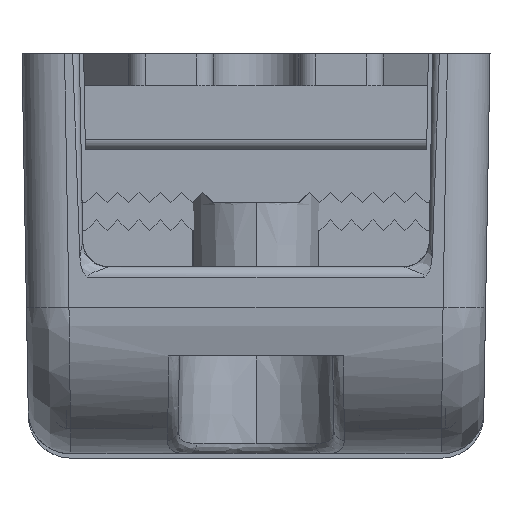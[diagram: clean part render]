
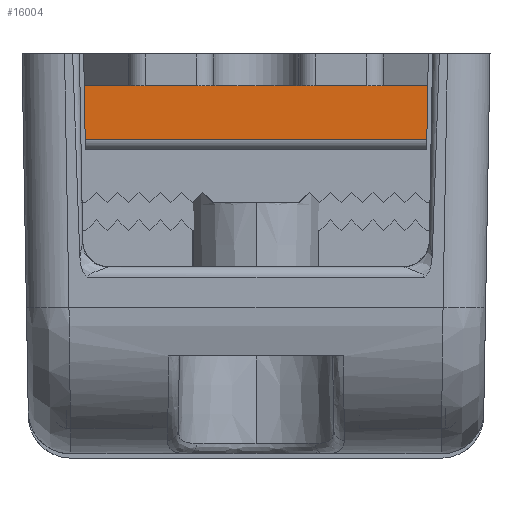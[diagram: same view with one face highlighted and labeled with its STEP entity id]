
A CAD part, left-side view. The second image highlights one B-rep face of the part: STEP entity #16004.
In plain terms, the highlighted planar face has unit normal (-1, 0, -0.018).
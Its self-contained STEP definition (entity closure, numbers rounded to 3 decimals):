
#40 = DIRECTION ( 'NONE',  ( 0.017, 0.017, -1. ) ) ;
#885 = ORIENTED_EDGE ( 'NONE', *, *, #11080, .T. ) ;
#2152 = CARTESIAN_POINT ( 'NONE',  ( -70.38, 8.03, -4.009 ) ) ;
#4038 = CARTESIAN_POINT ( 'NONE',  ( -70.424, 0., -1.5 ) ) ;
#4070 = VERTEX_POINT ( 'NONE', #11559 ) ;
#4102 = DIRECTION ( 'NONE',  ( 0., -1., 0. ) ) ;
#4297 = LINE ( 'NONE', #10566, #16457 ) ;
#4408 = PLANE ( 'NONE',  #6892 ) ;
#6236 = CARTESIAN_POINT ( 'NONE',  ( -70.38, -8.03, -4.009 ) ) ;
#6372 = EDGE_CURVE ( 'NONE', #11070, #19047, #14574, .T. ) ;
#6892 = AXIS2_PLACEMENT_3D ( 'NONE', #9103, #17092, #7580 ) ;
#7326 = ORIENTED_EDGE ( 'NONE', *, *, #6372, .F. ) ;
#7580 = DIRECTION ( 'NONE',  ( -0.017, 0., 1. ) ) ;
#8135 = EDGE_CURVE ( 'NONE', #4070, #11070, #11231, .T. ) ;
#8939 = DIRECTION ( 'NONE',  ( 0., -1., 0. ) ) ;
#9103 = CARTESIAN_POINT ( 'NONE',  ( -70.45, -9.09, 0. ) ) ;
#9251 = LINE ( 'NONE', #13660, #13481 ) ;
#10566 = CARTESIAN_POINT ( 'NONE',  ( -70.38, 8.03, -4.009 ) ) ;
#10649 = FACE_OUTER_BOUND ( 'NONE', #12267, .T. ) ;
#10733 = VECTOR ( 'NONE', #4102, 1000. ) ;
#11005 = ORIENTED_EDGE ( 'NONE', *, *, #8135, .F. ) ;
#11070 = VERTEX_POINT ( 'NONE', #12082 ) ;
#11080 = EDGE_CURVE ( 'NONE', #15782, #19047, #9251, .T. ) ;
#11231 = LINE ( 'NONE', #4038, #10733 ) ;
#11559 = CARTESIAN_POINT ( 'NONE',  ( -70.424, 8.074, -1.5 ) ) ;
#12082 = CARTESIAN_POINT ( 'NONE',  ( -70.424, -8.074, -1.5 ) ) ;
#12137 = ORIENTED_EDGE ( 'NONE', *, *, #20039, .F. ) ;
#12267 = EDGE_LOOP ( 'NONE', ( #12137, #885, #7326, #11005 ) ) ;
#13481 = VECTOR ( 'NONE', #8939, 1000. ) ;
#13660 = CARTESIAN_POINT ( 'NONE',  ( -70.38, -9.09, -4.009 ) ) ;
#14574 = LINE ( 'NONE', #18983, #18274 ) ;
#15348 = DIRECTION ( 'NONE',  ( -0.017, 0.017, 1. ) ) ;
#15782 = VERTEX_POINT ( 'NONE', #2152 ) ;
#16004 = ADVANCED_FACE ( 'NONE', ( #10649 ), #4408, .T. ) ;
#16457 = VECTOR ( 'NONE', #15348, 1000. ) ;
#17092 = DIRECTION ( 'NONE',  ( -1., 0., -0.017 ) ) ;
#18274 = VECTOR ( 'NONE', #40, 1000. ) ;
#18983 = CARTESIAN_POINT ( 'NONE',  ( -70.424, -8.074, -1.5 ) ) ;
#19047 = VERTEX_POINT ( 'NONE', #6236 ) ;
#20039 = EDGE_CURVE ( 'NONE', #15782, #4070, #4297, .T. ) ;
